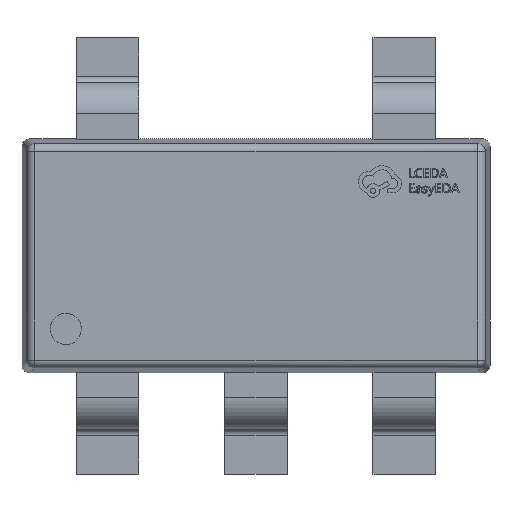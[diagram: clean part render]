
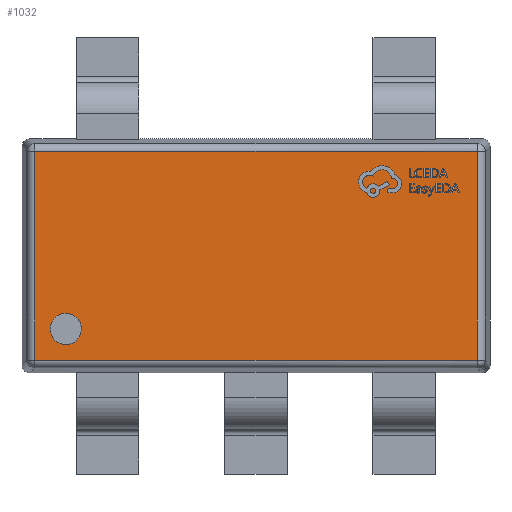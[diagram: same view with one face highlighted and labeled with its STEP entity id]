
A CAD part, top view. The second image highlights one B-rep face of the part: STEP entity #1032.
In plain terms, the highlighted free-form (B-spline) face has degree [1, 1] with [2, 2] control points.
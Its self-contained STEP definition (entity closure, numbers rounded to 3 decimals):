
#24 = VERTEX_POINT('',#25);
#25 = CARTESIAN_POINT('',(-1.319,-0.469,0.975));
#30 = EDGE_CURVE('',#31,#24,#33,.T.);
#31 = VERTEX_POINT('',#32);
#32 = CARTESIAN_POINT('',(-1.119,-0.469,0.975));
#33 = ( BOUNDED_CURVE() B_SPLINE_CURVE(2,(#34,#35,#36,#37,#38),
.UNSPECIFIED.,.F.,.F.) B_SPLINE_CURVE_WITH_KNOTS((3,2,3),(3.142,
4.712,6.283),.PIECEWISE_BEZIER_KNOTS.) CURVE() 
GEOMETRIC_REPRESENTATION_ITEM() RATIONAL_B_SPLINE_CURVE((1.,
0.707,1.,0.707,1.)) REPRESENTATION_ITEM('') );
#34 = CARTESIAN_POINT('',(-1.119,-0.469,0.975));
#35 = CARTESIAN_POINT('',(-1.119,-0.369,0.975));
#36 = CARTESIAN_POINT('',(-1.219,-0.369,0.975));
#37 = CARTESIAN_POINT('',(-1.319,-0.369,0.975));
#38 = CARTESIAN_POINT('',(-1.319,-0.469,0.975));
#1032 = ADVANCED_FACE('',(#1033,#1044),#1074,.F.);
#1033 = FACE_BOUND('',#1034,.T.);
#1034 = EDGE_LOOP('',(#1035,#1043));
#1035 = ORIENTED_EDGE('',*,*,#1036,.F.);
#1036 = EDGE_CURVE('',#24,#31,#1037,.T.);
#1037 = ( BOUNDED_CURVE() B_SPLINE_CURVE(2,(#1038,#1039,#1040,#1041,
#1042),.UNSPECIFIED.,.F.,.F.) B_SPLINE_CURVE_WITH_KNOTS((3,2,3),(0.,
1.571,3.142),.PIECEWISE_BEZIER_KNOTS.) CURVE() 
GEOMETRIC_REPRESENTATION_ITEM() RATIONAL_B_SPLINE_CURVE((1.,
0.707,1.,0.707,1.)) REPRESENTATION_ITEM('') );
#1038 = CARTESIAN_POINT('',(-1.319,-0.469,0.975));
#1039 = CARTESIAN_POINT('',(-1.319,-0.569,0.975));
#1040 = CARTESIAN_POINT('',(-1.219,-0.569,0.975));
#1041 = CARTESIAN_POINT('',(-1.119,-0.569,0.975));
#1042 = CARTESIAN_POINT('',(-1.119,-0.469,0.975));
#1043 = ORIENTED_EDGE('',*,*,#30,.F.);
#1044 = FACE_BOUND('',#1045,.T.);
#1045 = EDGE_LOOP('',(#1046,#1055,#1062,#1069));
#1046 = ORIENTED_EDGE('',*,*,#1047,.T.);
#1047 = EDGE_CURVE('',#1048,#1050,#1052,.T.);
#1048 = VERTEX_POINT('',#1049);
#1049 = CARTESIAN_POINT('',(1.419,-0.669,0.975));
#1050 = VERTEX_POINT('',#1051);
#1051 = CARTESIAN_POINT('',(1.419,0.669,0.975));
#1052 = B_SPLINE_CURVE_WITH_KNOTS('',1,(#1053,#1054),.UNSPECIFIED.,.F.,
  .F.,(2,2),(-0.669,0.669),.PIECEWISE_BEZIER_KNOTS.);
#1053 = CARTESIAN_POINT('',(1.419,-0.669,0.975));
#1054 = CARTESIAN_POINT('',(1.419,0.669,0.975));
#1055 = ORIENTED_EDGE('',*,*,#1056,.T.);
#1056 = EDGE_CURVE('',#1050,#1057,#1059,.T.);
#1057 = VERTEX_POINT('',#1058);
#1058 = CARTESIAN_POINT('',(-1.419,0.669,0.975));
#1059 = B_SPLINE_CURVE_WITH_KNOTS('',1,(#1060,#1061),.UNSPECIFIED.,.F.,
  .F.,(2,2),(-1.419,1.419),.PIECEWISE_BEZIER_KNOTS.);
#1060 = CARTESIAN_POINT('',(1.419,0.669,0.975));
#1061 = CARTESIAN_POINT('',(-1.419,0.669,0.975));
#1062 = ORIENTED_EDGE('',*,*,#1063,.T.);
#1063 = EDGE_CURVE('',#1057,#1064,#1066,.T.);
#1064 = VERTEX_POINT('',#1065);
#1065 = CARTESIAN_POINT('',(-1.419,-0.669,0.975));
#1066 = B_SPLINE_CURVE_WITH_KNOTS('',1,(#1067,#1068),.UNSPECIFIED.,.F.,
  .F.,(2,2),(-0.669,0.669),.PIECEWISE_BEZIER_KNOTS.);
#1067 = CARTESIAN_POINT('',(-1.419,0.669,0.975));
#1068 = CARTESIAN_POINT('',(-1.419,-0.669,0.975));
#1069 = ORIENTED_EDGE('',*,*,#1070,.T.);
#1070 = EDGE_CURVE('',#1064,#1048,#1071,.T.);
#1071 = B_SPLINE_CURVE_WITH_KNOTS('',1,(#1072,#1073),.UNSPECIFIED.,.F.,
  .F.,(2,2),(-1.419,1.419),.PIECEWISE_BEZIER_KNOTS.);
#1072 = CARTESIAN_POINT('',(-1.419,-0.669,0.975));
#1073 = CARTESIAN_POINT('',(1.419,-0.669,0.975));
#1074 = B_SPLINE_SURFACE_WITH_KNOTS('',1,1,(
    (#1075,#1076)
    ,(#1077,#1078
    )),.UNSPECIFIED.,.F.,.F.,.F.,(2,2),(2,2),(-1.419,
    1.419),(-0.669,0.669),
  .PIECEWISE_BEZIER_KNOTS.);
#1075 = CARTESIAN_POINT('',(-1.419,0.669,0.975));
#1076 = CARTESIAN_POINT('',(-1.419,-0.669,0.975));
#1077 = CARTESIAN_POINT('',(1.419,0.669,0.975));
#1078 = CARTESIAN_POINT('',(1.419,-0.669,0.975));
